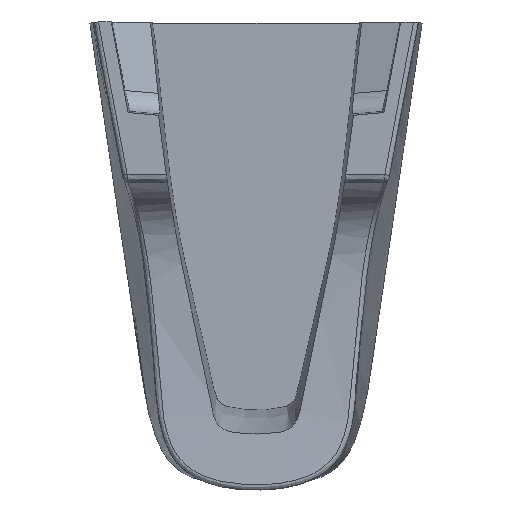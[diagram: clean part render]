
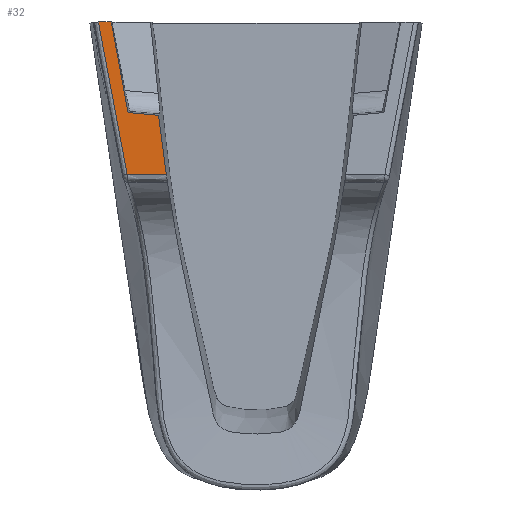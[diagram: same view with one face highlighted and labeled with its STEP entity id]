
A CAD part, top view. The second image highlights one B-rep face of the part: STEP entity #32.
In plain terms, the highlighted planar face has unit normal (0, 0, -1).
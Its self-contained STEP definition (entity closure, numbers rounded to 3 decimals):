
#32=ADVANCED_FACE('',(#64),#458,.T.);
#64=FACE_OUTER_BOUND('',#96,.T.);
#96=EDGE_LOOP('',(#195,#196,#197,#198,#199,#200));
#195=ORIENTED_EDGE('',*,*,#306,.T.);
#196=ORIENTED_EDGE('',*,*,#304,.F.);
#197=ORIENTED_EDGE('',*,*,#275,.F.);
#198=ORIENTED_EDGE('',*,*,#294,.F.);
#199=ORIENTED_EDGE('',*,*,#307,.F.);
#200=ORIENTED_EDGE('',*,*,#258,.T.);
#258=EDGE_CURVE('',#409,#408,#361,.T.);
#275=EDGE_CURVE('',#425,#424,#337,.T.);
#294=EDGE_CURVE('',#438,#425,#349,.T.);
#304=EDGE_CURVE('',#424,#441,#384,.T.);
#306=EDGE_CURVE('',#408,#441,#386,.T.);
#307=EDGE_CURVE('',#409,#438,#387,.T.);
#337=(
BOUNDED_CURVE()
B_SPLINE_CURVE(3,(#14631,#14632,#14633,#14634,#14635,#14636,#14637),
 .UNSPECIFIED.,.F.,.F.)
B_SPLINE_CURVE_WITH_KNOTS((4,3,4),(-224.867,-216.905,
-200.299),.UNSPECIFIED.)
CURVE()
GEOMETRIC_REPRESENTATION_ITEM()
RATIONAL_B_SPLINE_CURVE((1.,1.,1.,1.,1.,1.,1.))
REPRESENTATION_ITEM('')
);
#349=(
BOUNDED_CURVE()
B_SPLINE_CURVE(3,(#15776,#15777,#15778,#15779,#15780,#15781,#15782,#15783,
#15784,#15785,#15786,#15787,#15788,#15789,#15790,#15791,#15792,#15793,#15794,
#15795,#15796,#15797,#15798,#15799,#15800,#15801,#15802,#15803,#15804,#15805,
#15806),.UNSPECIFIED.,.F.,.F.)
B_SPLINE_CURVE_WITH_KNOTS((4,3,3,3,3,3,3,3,3,3,4),(0.5,0.823,
16.298,31.803,47.319,55.12,57.571,
62.838,78.381,93.916,97.904),
 .UNSPECIFIED.)
CURVE()
GEOMETRIC_REPRESENTATION_ITEM()
RATIONAL_B_SPLINE_CURVE((1.,1.,1.,1.,1.,1.,1.,1.,1.,1.,1.,1.,1.,1.,1.,1.,
1.,1.,1.,1.,1.,1.,1.,1.,1.,1.,1.,1.,1.,1.,1.))
REPRESENTATION_ITEM('')
);
#361=B_SPLINE_CURVE_WITH_KNOTS('',3,(#13743,#13744,#13745,#13746,#13747,
#13748,#13749,#13750,#13751,#13752,#13753,#13754,#13755,#13756,#13757,#13758,
#13759,#13760,#13761),.UNSPECIFIED.,.F.,.F.,(4,3,3,3,3,3,4),(-98.356,
-87.711,-76.031,-64.329,-52.607,
-40.878,-40.531),.UNSPECIFIED.);
#384=B_SPLINE_CURVE_WITH_KNOTS('',3,(#16022,#16023,#16024,#16025,#16026,
#16027,#16028,#16029,#16030,#16031),.UNSPECIFIED.,.F.,.F.,(4,2,2,2,4),(0.98,
13.026,25.18,37.24,38.423),
 .UNSPECIFIED.);
#386=B_SPLINE_CURVE_WITH_KNOTS('',1,(#16042,#16043),.UNSPECIFIED.,.F.,.F.,
(2,2),(-16.949,2.271),.UNSPECIFIED.);
#387=B_SPLINE_CURVE_WITH_KNOTS('',1,(#16044,#16045),.UNSPECIFIED.,.F.,.F.,
(2,2),(-86.207,-78.122),.UNSPECIFIED.);
#408=VERTEX_POINT('',#13658);
#409=VERTEX_POINT('',#13659);
#424=VERTEX_POINT('',#13674);
#425=VERTEX_POINT('',#13675);
#438=VERTEX_POINT('',#13688);
#441=VERTEX_POINT('',#13691);
#458=PLANE('',#506);
#506=AXIS2_PLACEMENT_3D('',#13606,#514,$);
#514=DIRECTION('',(0.,0.,-1.));
#13606=CARTESIAN_POINT('',(-144.,272.,-702.));
#13658=CARTESIAN_POINT('',(-80.323,-70.865,-702.));
#13659=CARTESIAN_POINT('',(-90.793,-14.,-702.));
#13674=CARTESIAN_POINT('',(-56.299,-109.72,-702.));
#13675=CARTESIAN_POINT('',(-80.867,-109.72,-702.));
#13688=CARTESIAN_POINT('',(-98.878,-14.,-702.));
#13691=CARTESIAN_POINT('',(-61.181,-72.592,-702.));
#13743=CARTESIAN_POINT('',(-90.793,-14.,-702.));
#13744=CARTESIAN_POINT('',(-90.21,-17.507,-702.));
#13745=CARTESIAN_POINT('',(-89.61,-21.008,-702.));
#13746=CARTESIAN_POINT('',(-89.,-24.49,-702.));
#13747=CARTESIAN_POINT('',(-88.326,-28.336,-702.));
#13748=CARTESIAN_POINT('',(-87.638,-32.167,-702.));
#13749=CARTESIAN_POINT('',(-86.939,-35.987,-702.));
#13750=CARTESIAN_POINT('',(-86.236,-39.832,-702.));
#13751=CARTESIAN_POINT('',(-85.522,-43.666,-702.));
#13752=CARTESIAN_POINT('',(-84.801,-47.492,-702.));
#13753=CARTESIAN_POINT('',(-84.076,-51.337,-702.));
#13754=CARTESIAN_POINT('',(-83.345,-55.175,-702.));
#13755=CARTESIAN_POINT('',(-82.609,-59.007,-702.));
#13756=CARTESIAN_POINT('',(-81.872,-62.849,-702.));
#13757=CARTESIAN_POINT('',(-81.131,-66.687,-702.));
#13758=CARTESIAN_POINT('',(-80.389,-70.524,-702.));
#13759=CARTESIAN_POINT('',(-80.367,-70.638,-702.));
#13760=CARTESIAN_POINT('',(-80.345,-70.752,-702.));
#13761=CARTESIAN_POINT('',(-80.323,-70.865,-702.));
#14631=CARTESIAN_POINT('',(-80.867,-109.72,-702.));
#14632=CARTESIAN_POINT('',(-78.213,-109.72,-702.));
#14633=CARTESIAN_POINT('',(-75.559,-109.72,-702.));
#14634=CARTESIAN_POINT('',(-72.905,-109.72,-702.));
#14635=CARTESIAN_POINT('',(-67.37,-109.72,-702.));
#14636=CARTESIAN_POINT('',(-61.835,-109.72,-702.));
#14637=CARTESIAN_POINT('',(-56.299,-109.72,-702.));
#15776=CARTESIAN_POINT('',(-98.878,-14.,-702.));
#15777=CARTESIAN_POINT('',(-98.861,-14.106,-702.));
#15778=CARTESIAN_POINT('',(-98.843,-14.212,-702.));
#15779=CARTESIAN_POINT('',(-98.826,-14.319,-702.));
#15780=CARTESIAN_POINT('',(-97.995,-19.41,-702.));
#15781=CARTESIAN_POINT('',(-97.122,-24.494,-702.));
#15782=CARTESIAN_POINT('',(-96.219,-29.573,-702.));
#15783=CARTESIAN_POINT('',(-95.314,-34.661,-702.));
#15784=CARTESIAN_POINT('',(-94.378,-39.744,-702.));
#15785=CARTESIAN_POINT('',(-93.423,-44.823,-702.));
#15786=CARTESIAN_POINT('',(-92.466,-49.906,-702.));
#15787=CARTESIAN_POINT('',(-91.49,-54.985,-702.));
#15788=CARTESIAN_POINT('',(-90.504,-60.062,-702.));
#15789=CARTESIAN_POINT('',(-90.008,-62.615,-702.));
#15790=CARTESIAN_POINT('',(-89.51,-65.167,-702.));
#15791=CARTESIAN_POINT('',(-89.011,-67.719,-702.));
#15792=CARTESIAN_POINT('',(-88.854,-68.521,-702.));
#15793=CARTESIAN_POINT('',(-88.697,-69.322,-702.));
#15794=CARTESIAN_POINT('',(-88.54,-70.124,-702.));
#15795=CARTESIAN_POINT('',(-88.202,-71.847,-702.));
#15796=CARTESIAN_POINT('',(-87.865,-73.57,-702.));
#15797=CARTESIAN_POINT('',(-87.527,-75.293,-702.));
#15798=CARTESIAN_POINT('',(-86.53,-80.377,-702.));
#15799=CARTESIAN_POINT('',(-85.534,-85.461,-702.));
#15800=CARTESIAN_POINT('',(-84.545,-90.547,-702.));
#15801=CARTESIAN_POINT('',(-83.556,-95.63,-702.));
#15802=CARTESIAN_POINT('',(-82.575,-100.715,-702.));
#15803=CARTESIAN_POINT('',(-81.608,-105.802,-702.));
#15804=CARTESIAN_POINT('',(-81.36,-107.108,-702.));
#15805=CARTESIAN_POINT('',(-81.113,-108.414,-702.));
#15806=CARTESIAN_POINT('',(-80.867,-109.72,-702.));
#16022=CARTESIAN_POINT('',(-56.299,-109.72,-702.));
#16023=CARTESIAN_POINT('',(-56.845,-105.742,-702.));
#16024=CARTESIAN_POINT('',(-57.381,-101.762,-702.));
#16025=CARTESIAN_POINT('',(-58.443,-93.765,-702.));
#16026=CARTESIAN_POINT('',(-58.97,-89.747,-702.));
#16027=CARTESIAN_POINT('',(-60.01,-81.742,-702.));
#16028=CARTESIAN_POINT('',(-60.523,-77.754,-702.));
#16029=CARTESIAN_POINT('',(-61.081,-73.374,-702.));
#16030=CARTESIAN_POINT('',(-61.131,-72.983,-702.));
#16031=CARTESIAN_POINT('',(-61.181,-72.592,-702.));
#16042=CARTESIAN_POINT('',(-80.323,-70.865,-702.));
#16043=CARTESIAN_POINT('',(-61.181,-72.592,-702.));
#16044=CARTESIAN_POINT('',(-90.793,-14.,-702.));
#16045=CARTESIAN_POINT('',(-98.878,-14.,-702.));
